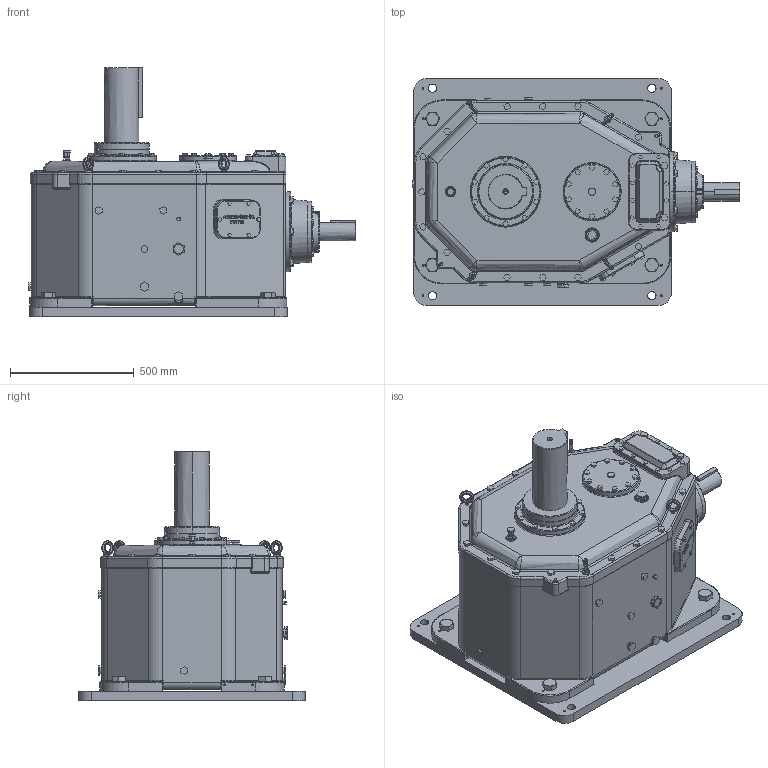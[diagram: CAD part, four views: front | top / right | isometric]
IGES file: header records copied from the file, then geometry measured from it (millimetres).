
Global section: file name: No Iges File Name specified; native system: Autodesk Inventor 2011; preprocessor: AutoDesk Inventor Iges Exporter R2011; author: johncampbell; date: 20111111.144903; units: inch
Bounding box: 1323.94 x 914.4 x 1006.48 mm (x, y, z)
Surface area: 5007973.2 mm2 (no closed solid volume)
Topology: 0 solids, 0 shells, 919 faces, 5072 edges, 5062 vertices
Faces by surface type: plane 605, revolution 236, bspline 78
